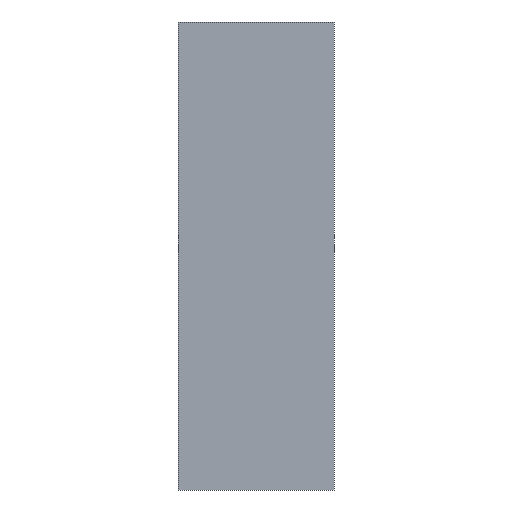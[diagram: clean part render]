
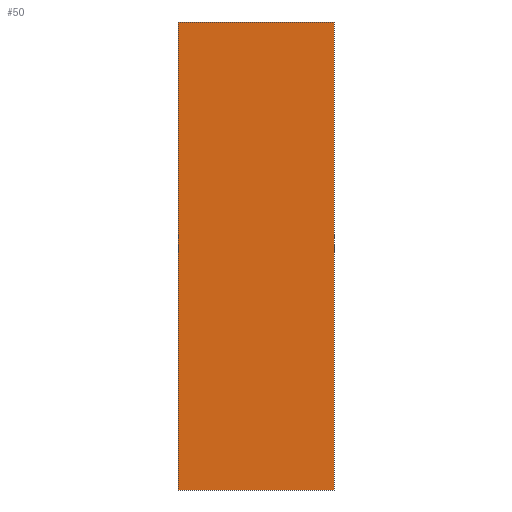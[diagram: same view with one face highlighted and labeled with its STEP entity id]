
A CAD part, front view. The second image highlights one B-rep face of the part: STEP entity #50.
In plain terms, the highlighted planar face has unit normal (0, -1, 0).
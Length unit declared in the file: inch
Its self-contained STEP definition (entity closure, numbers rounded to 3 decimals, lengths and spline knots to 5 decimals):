
#6 = CARTESIAN_POINT ( 'NONE',  ( 0.25, 0., -0.75 ) ) ;
#10 = VERTEX_POINT ( 'NONE', #84 ) ;
#24 = ORIENTED_EDGE ( 'NONE', *, *, #197, .F. ) ;
#25 = DIRECTION ( 'NONE',  ( 0., 0., 1. ) ) ;
#38 = VECTOR ( 'NONE', #164, 39.37008 ) ;
#40 = VECTOR ( 'NONE', #73, 39.37008 ) ;
#50 = ADVANCED_FACE ( 'NONE', ( #170 ), #68, .F. ) ;
#57 = CARTESIAN_POINT ( 'NONE',  ( 0.25, 0., 0.75 ) ) ;
#68 = PLANE ( 'NONE',  #135 ) ;
#71 = CARTESIAN_POINT ( 'NONE',  ( -0.25, 0., 0.75 ) ) ;
#73 = DIRECTION ( 'NONE',  ( -1., 0., 0. ) ) ;
#84 = CARTESIAN_POINT ( 'NONE',  ( -0.25, 0., -0.75 ) ) ;
#86 = CARTESIAN_POINT ( 'NONE',  ( -0.25, 0., 0.75 ) ) ;
#89 = DIRECTION ( 'NONE',  ( 0., 0., -1. ) ) ;
#105 = LINE ( 'NONE', #187, #40 ) ;
#111 = LINE ( 'NONE', #206, #134 ) ;
#114 = EDGE_LOOP ( 'NONE', ( #24, #167, #235, #200 ) ) ;
#134 = VECTOR ( 'NONE', #226, 39.37008 ) ;
#135 = AXIS2_PLACEMENT_3D ( 'NONE', #221, #204, #25 ) ;
#137 = LINE ( 'NONE', #86, #38 ) ;
#139 = VERTEX_POINT ( 'NONE', #57 ) ;
#140 = EDGE_CURVE ( 'NONE', #194, #10, #105, .T. ) ;
#164 = DIRECTION ( 'NONE',  ( 1., 0., 0. ) ) ;
#167 = ORIENTED_EDGE ( 'NONE', *, *, #195, .F. ) ;
#168 = EDGE_CURVE ( 'NONE', #10, #186, #111, .T. ) ;
#170 = FACE_OUTER_BOUND ( 'NONE', #114, .T. ) ;
#174 = CARTESIAN_POINT ( 'NONE',  ( 0.25, 0., -0.75 ) ) ;
#181 = VECTOR ( 'NONE', #89, 39.37008 ) ;
#186 = VERTEX_POINT ( 'NONE', #71 ) ;
#187 = CARTESIAN_POINT ( 'NONE',  ( -0.25, 0., -0.75 ) ) ;
#194 = VERTEX_POINT ( 'NONE', #6 ) ;
#195 = EDGE_CURVE ( 'NONE', #186, #139, #137, .T. ) ;
#197 = EDGE_CURVE ( 'NONE', #139, #194, #218, .T. ) ;
#200 = ORIENTED_EDGE ( 'NONE', *, *, #140, .F. ) ;
#204 = DIRECTION ( 'NONE',  ( 0., 1., 0. ) ) ;
#206 = CARTESIAN_POINT ( 'NONE',  ( -0.25, 0., -0.75 ) ) ;
#218 = LINE ( 'NONE', #174, #181 ) ;
#221 = CARTESIAN_POINT ( 'NONE',  ( 0., 0., 0. ) ) ;
#226 = DIRECTION ( 'NONE',  ( 0., 0., 1. ) ) ;
#235 = ORIENTED_EDGE ( 'NONE', *, *, #168, .F. ) ;
